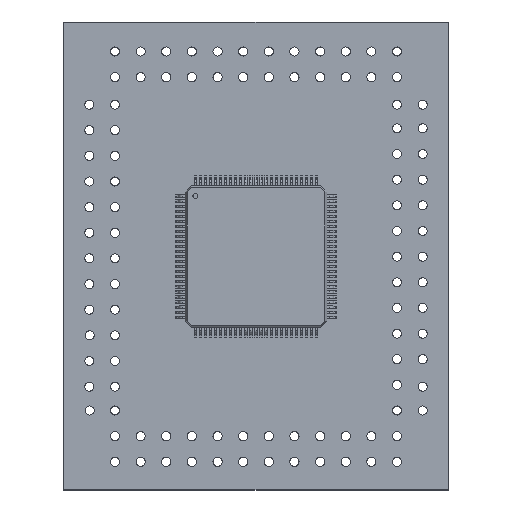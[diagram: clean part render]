
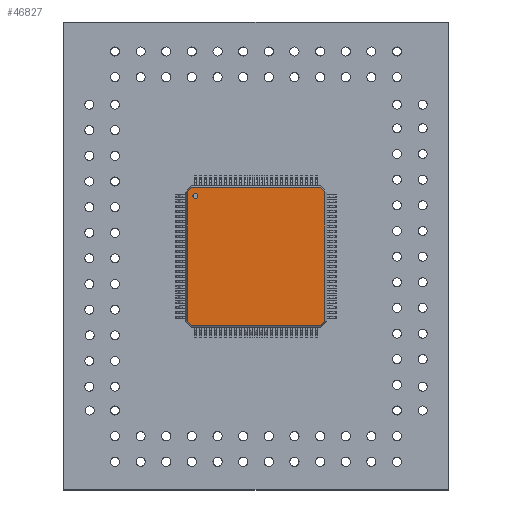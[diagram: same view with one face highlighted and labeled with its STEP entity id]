
A CAD part, top view. The second image highlights one B-rep face of the part: STEP entity #46827.
In plain terms, the highlighted face is planar.
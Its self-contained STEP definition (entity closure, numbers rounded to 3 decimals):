
#46348 = VERTEX_POINT('',#46349);
#46349 = CARTESIAN_POINT('',(-6.,1.27,-5.75));
#46355 = EDGE_CURVE('',#46356,#46348,#46358,.T.);
#46356 = VERTEX_POINT('',#46357);
#46357 = CARTESIAN_POINT('',(-6.,1.27,-6.25));
#46358 = CIRCLE('',#46359,0.25);
#46359 = AXIS2_PLACEMENT_3D('',#46360,#46361,#46362);
#46360 = CARTESIAN_POINT('',(-6.,1.27,-6.));
#46361 = DIRECTION('',(0.,1.,0.));
#46362 = DIRECTION('',(0.,0.,1.));
#46709 = VERTEX_POINT('',#46710);
#46710 = CARTESIAN_POINT('',(6.413,1.27,6.813));
#46716 = EDGE_CURVE('',#46717,#46709,#46719,.T.);
#46717 = VERTEX_POINT('',#46718);
#46718 = CARTESIAN_POINT('',(-6.413,1.27,6.813));
#46719 = LINE('',#46720,#46721);
#46720 = CARTESIAN_POINT('',(-7.,1.27,6.813));
#46721 = VECTOR('',#46722,1.);
#46722 = DIRECTION('',(1.,0.,0.));
#46740 = VERTEX_POINT('',#46741);
#46741 = CARTESIAN_POINT('',(6.813,1.27,-6.413));
#46747 = EDGE_CURVE('',#46748,#46740,#46750,.T.);
#46748 = VERTEX_POINT('',#46749);
#46749 = CARTESIAN_POINT('',(6.813,1.27,6.413));
#46750 = LINE('',#46751,#46752);
#46751 = CARTESIAN_POINT('',(6.813,1.27,7.));
#46752 = VECTOR('',#46753,1.);
#46753 = DIRECTION('',(0.,0.,-1.));
#46769 = EDGE_CURVE('',#46770,#46772,#46774,.T.);
#46770 = VERTEX_POINT('',#46771);
#46771 = CARTESIAN_POINT('',(6.413,1.27,-6.813));
#46772 = VERTEX_POINT('',#46773);
#46773 = CARTESIAN_POINT('',(-6.413,1.27,-6.813));
#46774 = LINE('',#46775,#46776);
#46775 = CARTESIAN_POINT('',(7.,1.27,-6.813));
#46776 = VECTOR('',#46777,1.);
#46777 = DIRECTION('',(-1.,0.,0.));
#46802 = VERTEX_POINT('',#46803);
#46803 = CARTESIAN_POINT('',(-6.813,1.27,6.413));
#46809 = EDGE_CURVE('',#46810,#46802,#46812,.T.);
#46810 = VERTEX_POINT('',#46811);
#46811 = CARTESIAN_POINT('',(-6.813,1.27,-6.413));
#46812 = LINE('',#46813,#46814);
#46813 = CARTESIAN_POINT('',(-6.813,1.27,-7.));
#46814 = VECTOR('',#46815,1.);
#46815 = DIRECTION('',(0.,0.,1.));
#46827 = ADVANCED_FACE('',(#46828,#46838),#46868,.T.);
#46828 = FACE_BOUND('',#46829,.T.);
#46829 = EDGE_LOOP('',(#46830,#46837));
#46830 = ORIENTED_EDGE('',*,*,#46831,.F.);
#46831 = EDGE_CURVE('',#46348,#46356,#46832,.T.);
#46832 = CIRCLE('',#46833,0.25);
#46833 = AXIS2_PLACEMENT_3D('',#46834,#46835,#46836);
#46834 = CARTESIAN_POINT('',(-6.,1.27,-6.));
#46835 = DIRECTION('',(0.,1.,0.));
#46836 = DIRECTION('',(0.,0.,1.));
#46837 = ORIENTED_EDGE('',*,*,#46355,.F.);
#46838 = FACE_BOUND('',#46839,.T.);
#46839 = EDGE_LOOP('',(#46840,#46846,#46847,#46853,#46854,#46860,#46861,
    #46867));
#46840 = ORIENTED_EDGE('',*,*,#46841,.F.);
#46841 = EDGE_CURVE('',#46770,#46740,#46842,.T.);
#46842 = LINE('',#46843,#46844);
#46843 = CARTESIAN_POINT('',(6.413,1.27,-6.813));
#46844 = VECTOR('',#46845,1.);
#46845 = DIRECTION('',(0.707,0.,0.707));
#46846 = ORIENTED_EDGE('',*,*,#46769,.T.);
#46847 = ORIENTED_EDGE('',*,*,#46848,.F.);
#46848 = EDGE_CURVE('',#46810,#46772,#46849,.T.);
#46849 = LINE('',#46850,#46851);
#46850 = CARTESIAN_POINT('',(-6.813,1.27,-6.413));
#46851 = VECTOR('',#46852,1.);
#46852 = DIRECTION('',(0.707,0.,-0.707));
#46853 = ORIENTED_EDGE('',*,*,#46809,.T.);
#46854 = ORIENTED_EDGE('',*,*,#46855,.F.);
#46855 = EDGE_CURVE('',#46717,#46802,#46856,.T.);
#46856 = LINE('',#46857,#46858);
#46857 = CARTESIAN_POINT('',(-6.413,1.27,6.813));
#46858 = VECTOR('',#46859,1.);
#46859 = DIRECTION('',(-0.707,0.,-0.707));
#46860 = ORIENTED_EDGE('',*,*,#46716,.T.);
#46861 = ORIENTED_EDGE('',*,*,#46862,.F.);
#46862 = EDGE_CURVE('',#46748,#46709,#46863,.T.);
#46863 = LINE('',#46864,#46865);
#46864 = CARTESIAN_POINT('',(6.813,1.27,6.413));
#46865 = VECTOR('',#46866,1.);
#46866 = DIRECTION('',(-0.707,0.,0.707));
#46867 = ORIENTED_EDGE('',*,*,#46747,.T.);
#46868 = PLANE('',#46869);
#46869 = AXIS2_PLACEMENT_3D('',#46870,#46871,#46872);
#46870 = CARTESIAN_POINT('',(0.,1.27,0.));
#46871 = DIRECTION('',(0.,1.,0.));
#46872 = DIRECTION('',(0.,0.,1.));
